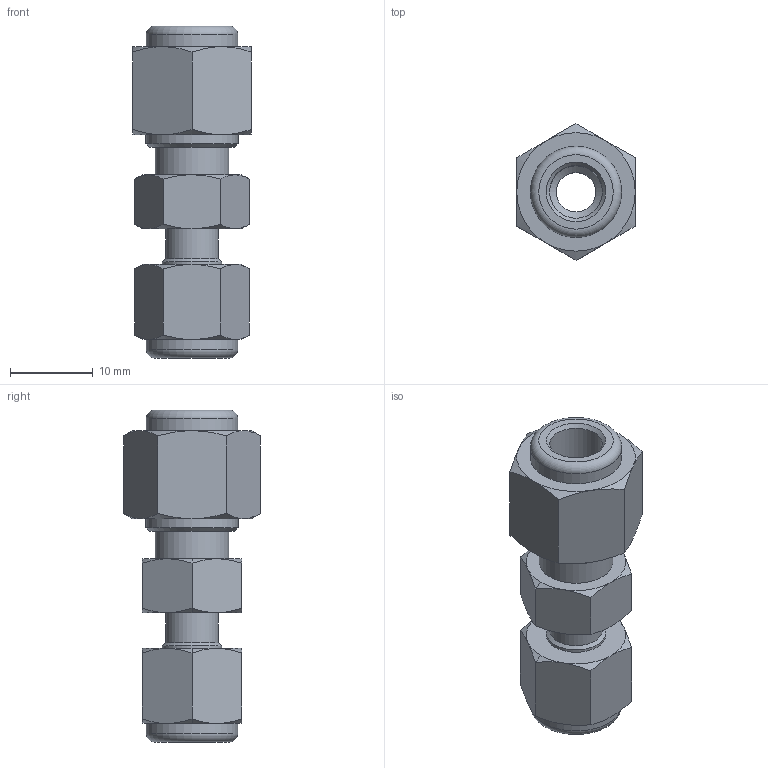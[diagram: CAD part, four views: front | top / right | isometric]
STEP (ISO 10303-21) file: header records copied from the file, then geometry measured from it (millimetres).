
FILE_DESCRIPTION(/* description */ (''),/* implementation_level */ '2;1');
FILE_NAME(/* name */ '059-0774.stp',/* time_stamp */ '2021-02-26T17:24:00-05:00',/* author */ (''),/* organization */ (''),/* preprocessor_version */ 'ST-DEVELOPER v16',/* originating_system */ 'SIEMENS PLM Software NX 10.0',/* authorisation */ '');
FILE_SCHEMA (('AUTOMOTIVE_DESIGN { 1 0 10303 214 3 1 1 1 }'));
Length unit declared in the file: inch
Products named in the file (1): 059-0774
Bounding box: 14.29 x 16.5 x 40.03 mm (x, y, z)
Volume: 3754.8 mm3; surface area: 2787.4 mm2
Topology: 1 solids, 1 shells, 82 faces, 176 edges, 103 vertices
Faces by surface type: cone 45, plane 27, cylinder 8, torus 2
Full cylindrical faces by diameter (mm): 4.762 x1, 6.35 x2, 7.164 x1, 8.89 x1, 11.007 x2, 11.112 x1
Entity records: 2150 total; most frequent: CARTESIAN_POINT 551, ORIENTED_EDGE 310, DIRECTION 310, EDGE_CURVE 155, AXIS2_PLACEMENT_3D 144, EDGE_LOOP 106, VERTEX_POINT 97, ADVANCED_FACE 82
